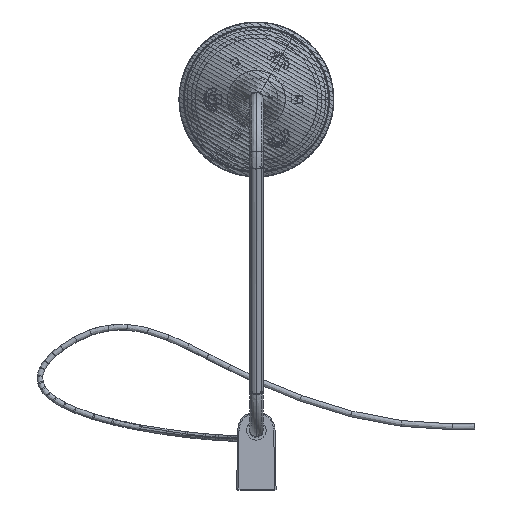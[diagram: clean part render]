
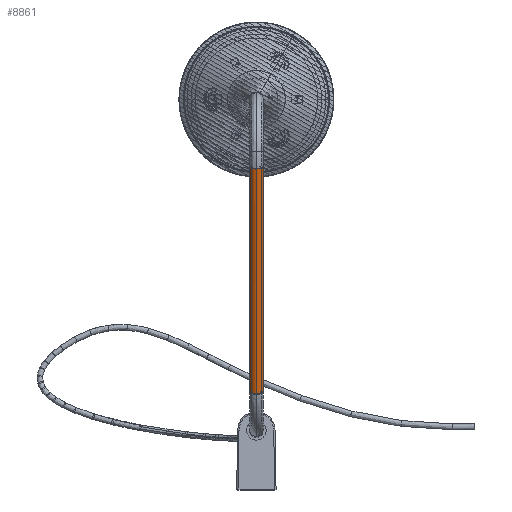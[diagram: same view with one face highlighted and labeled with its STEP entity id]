
A CAD part, top view. The second image highlights one B-rep face of the part: STEP entity #8861.
In plain terms, the highlighted cylindrical face has radius 5 mm (diameter 10 mm), a partial arc.
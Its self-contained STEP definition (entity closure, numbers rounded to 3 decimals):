
#8861=ADVANCED_FACE('',(#9400),#19095,.T.);
#9400=FACE_OUTER_BOUND('',#9943,.T.);
#9943=EDGE_LOOP('',(#10665,#10666,#10667,#10668));
#10665=ORIENTED_EDGE('',*,*,#12920,.T.);
#10666=ORIENTED_EDGE('',*,*,#12917,.T.);
#10667=ORIENTED_EDGE('',*,*,#12915,.T.);
#10668=ORIENTED_EDGE('',*,*,#12918,.F.);
#12915=EDGE_CURVE('',#17004,#17007,#16145,.T.);
#12917=EDGE_CURVE('',#17005,#17004,#14896,.T.);
#12918=EDGE_CURVE('',#17006,#17007,#14897,.T.);
#12920=EDGE_CURVE('',#17006,#17005,#16148,.T.);
#14896=B_SPLINE_CURVE_WITH_KNOTS('',1,(#21128,#21129),.UNSPECIFIED.,.F.,
 .F.,(2,2),(22.63,200.398),.UNSPECIFIED.);
#14897=B_SPLINE_CURVE_WITH_KNOTS('',1,(#21130,#21131),.UNSPECIFIED.,.F.,
 .F.,(2,2),(22.63,200.398),.UNSPECIFIED.);
#16145=(
BOUNDED_CURVE()
B_SPLINE_CURVE(2,(#21118,#21119,#21120,#21121,#21122),.UNSPECIFIED.,.F.,
 .F.)
B_SPLINE_CURVE_WITH_KNOTS((3,2,3),(0.,7.854,15.708),
 .UNSPECIFIED.)
CURVE()
GEOMETRIC_REPRESENTATION_ITEM()
RATIONAL_B_SPLINE_CURVE((1.,0.707,1.,0.707,1.))
REPRESENTATION_ITEM('')
);
#16148=(
BOUNDED_CURVE()
B_SPLINE_CURVE(2,(#21137,#21138,#21139,#21140,#21141),.UNSPECIFIED.,.F.,
 .F.)
B_SPLINE_CURVE_WITH_KNOTS((3,2,3),(15.708,23.562,31.416),
 .UNSPECIFIED.)
CURVE()
GEOMETRIC_REPRESENTATION_ITEM()
RATIONAL_B_SPLINE_CURVE((1.,0.707,1.,0.707,1.))
REPRESENTATION_ITEM('')
);
#17004=VERTEX_POINT('',#21114);
#17005=VERTEX_POINT('',#21115);
#17006=VERTEX_POINT('',#21116);
#17007=VERTEX_POINT('',#21117);
#19095=CYLINDRICAL_SURFACE('',#19377,5.);
#19377=AXIS2_PLACEMENT_3D('',#21113,#19608,$);
#19608=DIRECTION('',(0.,0.956,0.292));
#21113=CARTESIAN_POINT('',(0.,158.305,302.641));
#21114=CARTESIAN_POINT('',(5.,243.305,328.628));
#21115=CARTESIAN_POINT('',(5.,73.305,276.654));
#21116=CARTESIAN_POINT('',(-5.,73.305,276.654));
#21117=CARTESIAN_POINT('',(-5.,243.305,328.628));
#21118=CARTESIAN_POINT('',(5.,243.305,328.628));
#21119=CARTESIAN_POINT('',(5.,241.843,333.409));
#21120=CARTESIAN_POINT('',(0.,241.843,333.409));
#21121=CARTESIAN_POINT('',(-5.,241.843,333.409));
#21122=CARTESIAN_POINT('',(-5.,243.305,328.628));
#21128=CARTESIAN_POINT('',(5.,73.305,276.654));
#21129=CARTESIAN_POINT('',(5.,243.305,328.628));
#21130=CARTESIAN_POINT('',(-5.,73.305,276.654));
#21131=CARTESIAN_POINT('',(-5.,243.305,328.628));
#21137=CARTESIAN_POINT('',(-5.,73.305,276.654));
#21138=CARTESIAN_POINT('',(-5.,71.843,281.435));
#21139=CARTESIAN_POINT('',(0.,71.843,281.435));
#21140=CARTESIAN_POINT('',(5.,71.843,281.435));
#21141=CARTESIAN_POINT('',(5.,73.305,276.654));
